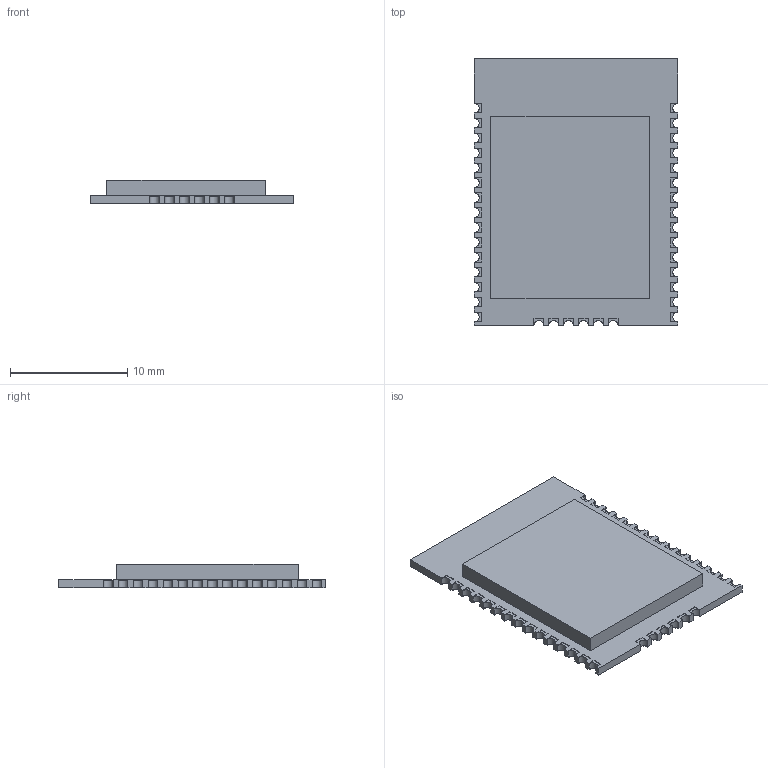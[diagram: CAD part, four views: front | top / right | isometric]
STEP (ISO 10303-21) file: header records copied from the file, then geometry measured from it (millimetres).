
FILE_DESCRIPTION (( 'STEP AP214' ), '1' );
FILE_NAME ('User Library-Bluetooth module PTR9018.STEP', '2017-10-18T16:42:25', ( 'Windows User' ), ( '' ), 'SwSTEP 2.0', 'SolidWorks 2017', '' );
FILE_SCHEMA (( 'AUTOMOTIVE_DESIGN' ));
Length unit declared in the file: millimetre
Products named in the file (1): User Library-Bluetooth module PTR9018
Bounding box: 17.3 x 22.7 x 2 mm (x, y, z)
Volume: 537.9 mm3; surface area: 917.9 mm2
Topology: 1 solids, 1 shells, 389 faces, 1152 edges, 766 vertices
Faces by surface type: plane 347, cylinder 42
Entity records: 17121 total; most frequent: CARTESIAN_POINT 2308, ORIENTED_EDGE 2304, DIRECTION 2022, EDGE_CURVE 1152, LINE 1062, VECTOR 1062, VERTEX_POINT 766, AXIS2_PLACEMENT_3D 480
